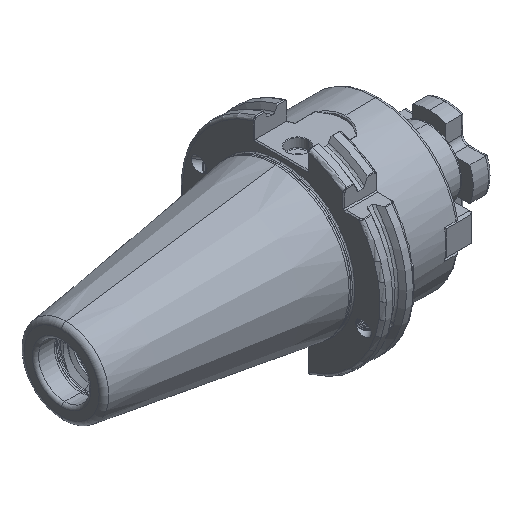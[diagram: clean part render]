
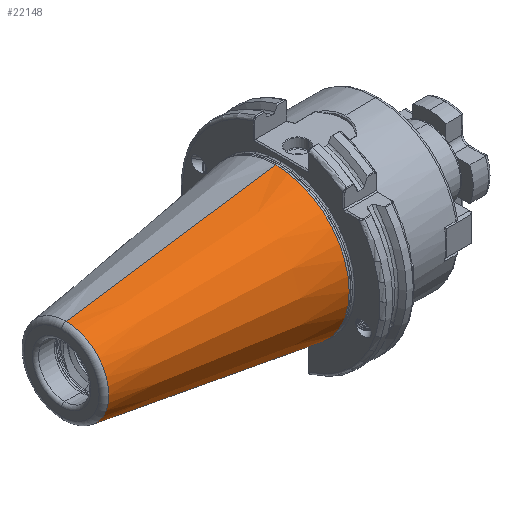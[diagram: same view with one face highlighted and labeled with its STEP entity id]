
A CAD part, isometric view. The second image highlights one B-rep face of the part: STEP entity #22148.
In plain terms, the highlighted conical face has half-angle 8.297 degrees and reference radius 35.392 mm.
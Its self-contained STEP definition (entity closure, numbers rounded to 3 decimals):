
#2583 = EDGE_CURVE ( 'NONE', #16291, #16290, #9695, .T. ) ;
#5457 = DIRECTION ( 'NONE',  ( 1., 0., 0. ) ) ;
#5493 = DIRECTION ( 'NONE',  ( 0., 0., 1. ) ) ;
#6026 = CARTESIAN_POINT ( 'NONE',  ( -102.811, 0., -20.399 ) ) ;
#7188 = CARTESIAN_POINT ( 'NONE',  ( -2.5, -35.027, 0. ) ) ;
#7271 = CARTESIAN_POINT ( 'NONE',  ( -2.5, 0., -35.027 ) ) ;
#7273 = CARTESIAN_POINT ( 'NONE',  ( -2.5, 0., 35.027 ) ) ;
#7444 = CARTESIAN_POINT ( 'NONE',  ( -102.811, 0., 0. ) ) ;
#8522 = FACE_OUTER_BOUND ( 'NONE', #14068, .T. ) ;
#8559 = CONICAL_SURFACE ( 'NONE', #21519, 35.392, 0.145 ) ;
#8785 = ORIENTED_EDGE ( 'NONE', *, *, #30227, .F. ) ;
#8829 = VECTOR ( 'NONE', #12997, 1000. ) ;
#9037 = LINE ( 'NONE', #12593, #9076 ) ;
#9062 = CIRCLE ( 'NONE', #21683, 35.027 ) ;
#9076 = VECTOR ( 'NONE', #12652, 1000. ) ;
#9534 = ORIENTED_EDGE ( 'NONE', *, *, #27947, .F. ) ;
#9538 = ORIENTED_EDGE ( 'NONE', *, *, #2583, .T. ) ;
#9540 = ORIENTED_EDGE ( 'NONE', *, *, #30244, .T. ) ;
#9541 = ORIENTED_EDGE ( 'NONE', *, *, #30339, .F. ) ;
#9695 = CIRCLE ( 'NONE', #24016, 20.399 ) ;
#12593 = CARTESIAN_POINT ( 'NONE',  ( 0., 0., 35.392 ) ) ;
#12652 = DIRECTION ( 'NONE',  ( 0.99, 0., 0.144 ) ) ;
#12997 = DIRECTION ( 'NONE',  ( 0.99, 0., -0.144 ) ) ;
#13054 = CARTESIAN_POINT ( 'NONE',  ( 0., 0., -35.392 ) ) ;
#13347 = LINE ( 'NONE', #13054, #8829 ) ;
#14068 = EDGE_LOOP ( 'NONE', ( #8785, #9538, #9540, #9534, #9541 ) ) ;
#16192 = VERTEX_POINT ( 'NONE', #7188 ) ;
#16261 = VERTEX_POINT ( 'NONE', #7273 ) ;
#16262 = VERTEX_POINT ( 'NONE', #7271 ) ;
#16290 = VERTEX_POINT ( 'NONE', #6026 ) ;
#16291 = VERTEX_POINT ( 'NONE', #17581 ) ;
#17581 = CARTESIAN_POINT ( 'NONE',  ( -102.811, 0., 20.399 ) ) ;
#17631 = CARTESIAN_POINT ( 'NONE',  ( 0., 0., 0. ) ) ;
#17634 = DIRECTION ( 'NONE',  ( 1., 0., 0. ) ) ;
#17639 = DIRECTION ( 'NONE',  ( 0., 0., -1. ) ) ;
#21519 = AXIS2_PLACEMENT_3D ( 'NONE', #17631, #17634, #17639 ) ;
#21683 = AXIS2_PLACEMENT_3D ( 'NONE', #28461, #28465, #28478 ) ;
#21762 = AXIS2_PLACEMENT_3D ( 'NONE', #30037, #30043, #30053 ) ;
#22148 = ADVANCED_FACE ( 'NONE', ( #8522 ), #8559, .T. ) ;
#24016 = AXIS2_PLACEMENT_3D ( 'NONE', #7444, #5457, #5493 ) ;
#27947 = EDGE_CURVE ( 'NONE', #16192, #16262, #9062, .T. ) ;
#28461 = CARTESIAN_POINT ( 'NONE',  ( -2.5, 0., 0. ) ) ;
#28465 = DIRECTION ( 'NONE',  ( 1., 0., 0. ) ) ;
#28478 = DIRECTION ( 'NONE',  ( 0., 1., 0. ) ) ;
#30037 = CARTESIAN_POINT ( 'NONE',  ( -2.5, 0., 0. ) ) ;
#30043 = DIRECTION ( 'NONE',  ( 1., 0., 0. ) ) ;
#30053 = DIRECTION ( 'NONE',  ( 0., 1., 0. ) ) ;
#30227 = EDGE_CURVE ( 'NONE', #16291, #16261, #9037, .T. ) ;
#30244 = EDGE_CURVE ( 'NONE', #16290, #16262, #13347, .T. ) ;
#30339 = EDGE_CURVE ( 'NONE', #16261, #16192, #32314, .T. ) ;
#32314 = CIRCLE ( 'NONE', #21762, 35.027 ) ;
